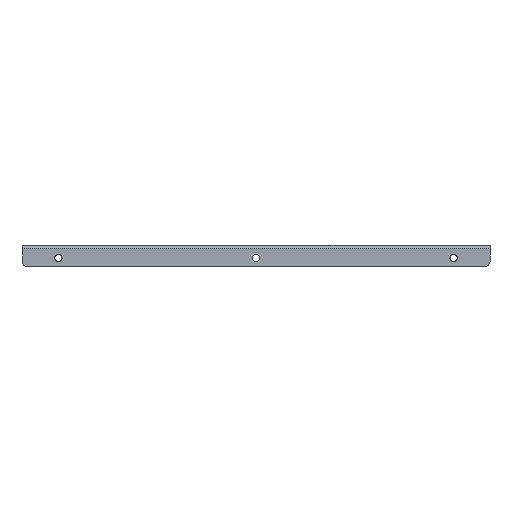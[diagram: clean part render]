
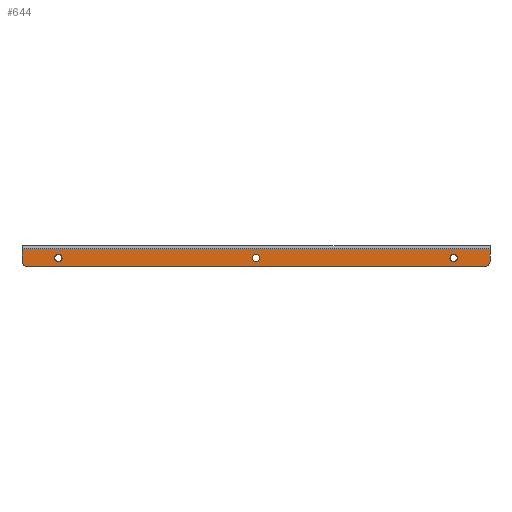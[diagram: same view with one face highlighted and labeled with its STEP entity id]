
A CAD part, front view. The second image highlights one B-rep face of the part: STEP entity #644.
In plain terms, the highlighted planar face has unit normal (0, -1, 0).
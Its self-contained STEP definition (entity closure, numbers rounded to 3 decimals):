
#1 = DIRECTION ( 'NONE',  ( 0., 1., 0. ) ) ;
#9 = ORIENTED_EDGE ( 'NONE', *, *, #794, .F. ) ;
#31 = EDGE_CURVE ( 'NONE', #564, #47, #875, .T. ) ;
#47 = VERTEX_POINT ( 'NONE', #2003 ) ;
#55 = DIRECTION ( 'NONE',  ( 0., 0., -1. ) ) ;
#62 = AXIS2_PLACEMENT_3D ( 'NONE', #636, #1296, #1956 ) ;
#97 = CARTESIAN_POINT ( 'NONE',  ( 0., -600., -17. ) ) ;
#110 = AXIS2_PLACEMENT_3D ( 'NONE', #723, #1063, #896 ) ;
#123 = ORIENTED_EDGE ( 'NONE', *, *, #525, .F. ) ;
#142 = ORIENTED_EDGE ( 'NONE', *, *, #2056, .F. ) ;
#150 = ORIENTED_EDGE ( 'NONE', *, *, #1290, .T. ) ;
#156 = VECTOR ( 'NONE', #1450, 1000. ) ;
#189 = CARTESIAN_POINT ( 'NONE',  ( -440., -600., -30. ) ) ;
#201 = VERTEX_POINT ( 'NONE', #1360 ) ;
#202 = CARTESIAN_POINT ( 'NONE',  ( -450., -600., 0. ) ) ;
#206 = DIRECTION ( 'NONE',  ( 0., -1., 0. ) ) ;
#222 = EDGE_LOOP ( 'NONE', ( #1259, #150, #1305, #142, #1235, #246 ) ) ;
#246 = ORIENTED_EDGE ( 'NONE', *, *, #720, .T. ) ;
#248 = AXIS2_PLACEMENT_3D ( 'NONE', #1664, #1, #1994 ) ;
#285 = DIRECTION ( 'NONE',  ( 0., -1., 0. ) ) ;
#286 = EDGE_CURVE ( 'NONE', #47, #564, #1551, .T. ) ;
#297 = CARTESIAN_POINT ( 'NONE',  ( 380., -600., -31. ) ) ;
#310 = ORIENTED_EDGE ( 'NONE', *, *, #286, .F. ) ;
#318 = CARTESIAN_POINT ( 'NONE',  ( -380., -600., -24. ) ) ;
#332 = VERTEX_POINT ( 'NONE', #1111 ) ;
#362 = AXIS2_PLACEMENT_3D ( 'NONE', #189, #688, #1683 ) ;
#368 = LINE ( 'NONE', #619, #156 ) ;
#426 = CIRCLE ( 'NONE', #1334, 10. ) ;
#449 = CARTESIAN_POINT ( 'NONE',  ( -380., -600., -31. ) ) ;
#483 = DIRECTION ( 'NONE',  ( 0., -1., 0. ) ) ;
#495 = EDGE_CURVE ( 'NONE', #586, #1513, #987, .T. ) ;
#521 = VERTEX_POINT ( 'NONE', #2122 ) ;
#525 = EDGE_CURVE ( 'NONE', #1513, #586, #902, .T. ) ;
#563 = CARTESIAN_POINT ( 'NONE',  ( -380., -600., -24. ) ) ;
#564 = VERTEX_POINT ( 'NONE', #449 ) ;
#586 = VERTEX_POINT ( 'NONE', #615 ) ;
#592 = EDGE_LOOP ( 'NONE', ( #1506, #310 ) ) ;
#615 = CARTESIAN_POINT ( 'NONE',  ( 0., -600., -31. ) ) ;
#619 = CARTESIAN_POINT ( 'NONE',  ( 450., -600., -6. ) ) ;
#631 = DIRECTION ( 'NONE',  ( 0., 0., -1. ) ) ;
#636 = CARTESIAN_POINT ( 'NONE',  ( 0., -600., -24. ) ) ;
#644 = ADVANCED_FACE ( 'NONE', ( #2104, #1145, #1274, #873 ), #1477, .F. ) ;
#652 = AXIS2_PLACEMENT_3D ( 'NONE', #563, #206, #1380 ) ;
#653 = DIRECTION ( 'NONE',  ( 0., 0., 1. ) ) ;
#661 = CARTESIAN_POINT ( 'NONE',  ( 440., -600., -30. ) ) ;
#688 = DIRECTION ( 'NONE',  ( 0., -1., 0. ) ) ;
#720 = EDGE_CURVE ( 'NONE', #521, #750, #1702, .T. ) ;
#723 = CARTESIAN_POINT ( 'NONE',  ( 380., -600., -24. ) ) ;
#750 = VERTEX_POINT ( 'NONE', #2044 ) ;
#794 = EDGE_CURVE ( 'NONE', #1187, #201, #954, .T. ) ;
#833 = DIRECTION ( 'NONE',  ( 0., -1., 0. ) ) ;
#873 = FACE_OUTER_BOUND ( 'NONE', #222, .T. ) ;
#875 = CIRCLE ( 'NONE', #1761, 7. ) ;
#891 = EDGE_CURVE ( 'NONE', #332, #521, #1498, .T. ) ;
#896 = DIRECTION ( 'NONE',  ( 0., 0., -1. ) ) ;
#902 = CIRCLE ( 'NONE', #1745, 7. ) ;
#954 = CIRCLE ( 'NONE', #1700, 7. ) ;
#971 = VERTEX_POINT ( 'NONE', #1399 ) ;
#977 = CARTESIAN_POINT ( 'NONE',  ( 0., -600., -24. ) ) ;
#987 = CIRCLE ( 'NONE', #62, 7. ) ;
#1061 = LINE ( 'NONE', #2023, #1424 ) ;
#1063 = DIRECTION ( 'NONE',  ( 0., -1., 0. ) ) ;
#1081 = ORIENTED_EDGE ( 'NONE', *, *, #495, .F. ) ;
#1101 = EDGE_LOOP ( 'NONE', ( #1081, #123 ) ) ;
#1111 = CARTESIAN_POINT ( 'NONE',  ( -450., -600., -6. ) ) ;
#1145 = FACE_BOUND ( 'NONE', #1101, .T. ) ;
#1158 = VERTEX_POINT ( 'NONE', #1306 ) ;
#1187 = VERTEX_POINT ( 'NONE', #297 ) ;
#1235 = ORIENTED_EDGE ( 'NONE', *, *, #891, .T. ) ;
#1259 = ORIENTED_EDGE ( 'NONE', *, *, #1684, .T. ) ;
#1274 = FACE_BOUND ( 'NONE', #1311, .T. ) ;
#1277 = EDGE_CURVE ( 'NONE', #1777, #971, #1061, .T. ) ;
#1290 = EDGE_CURVE ( 'NONE', #1158, #1777, #426, .T. ) ;
#1296 = DIRECTION ( 'NONE',  ( 0., -1., 0. ) ) ;
#1305 = ORIENTED_EDGE ( 'NONE', *, *, #1277, .T. ) ;
#1306 = CARTESIAN_POINT ( 'NONE',  ( 440., -600., -40. ) ) ;
#1311 = EDGE_LOOP ( 'NONE', ( #9, #1411 ) ) ;
#1334 = AXIS2_PLACEMENT_3D ( 'NONE', #661, #833, #653 ) ;
#1360 = CARTESIAN_POINT ( 'NONE',  ( 380., -600., -17. ) ) ;
#1377 = DIRECTION ( 'NONE',  ( 0., -1., 0. ) ) ;
#1380 = DIRECTION ( 'NONE',  ( 0., 0., -1. ) ) ;
#1390 = CIRCLE ( 'NONE', #110, 7. ) ;
#1399 = CARTESIAN_POINT ( 'NONE',  ( 450., -600., -6. ) ) ;
#1411 = ORIENTED_EDGE ( 'NONE', *, *, #1883, .F. ) ;
#1424 = VECTOR ( 'NONE', #2014, 1000. ) ;
#1450 = DIRECTION ( 'NONE',  ( 1., 0., 0. ) ) ;
#1477 = PLANE ( 'NONE',  #248 ) ;
#1498 = LINE ( 'NONE', #202, #1600 ) ;
#1506 = ORIENTED_EDGE ( 'NONE', *, *, #31, .F. ) ;
#1513 = VERTEX_POINT ( 'NONE', #97 ) ;
#1520 = DIRECTION ( 'NONE',  ( 0., 0., -1. ) ) ;
#1551 = CIRCLE ( 'NONE', #652, 7. ) ;
#1600 = VECTOR ( 'NONE', #55, 1000. ) ;
#1621 = VECTOR ( 'NONE', #1861, 1000. ) ;
#1664 = CARTESIAN_POINT ( 'NONE',  ( 0., -600., 0. ) ) ;
#1683 = DIRECTION ( 'NONE',  ( 0., 0., 1. ) ) ;
#1684 = EDGE_CURVE ( 'NONE', #750, #1158, #2070, .T. ) ;
#1691 = CARTESIAN_POINT ( 'NONE',  ( 380., -600., -24. ) ) ;
#1692 = CARTESIAN_POINT ( 'NONE',  ( 450., -600., -30. ) ) ;
#1700 = AXIS2_PLACEMENT_3D ( 'NONE', #1691, #1377, #1520 ) ;
#1702 = CIRCLE ( 'NONE', #362, 10. ) ;
#1745 = AXIS2_PLACEMENT_3D ( 'NONE', #977, #285, #1812 ) ;
#1761 = AXIS2_PLACEMENT_3D ( 'NONE', #318, #483, #631 ) ;
#1777 = VERTEX_POINT ( 'NONE', #1692 ) ;
#1812 = DIRECTION ( 'NONE',  ( 0., 0., -1. ) ) ;
#1861 = DIRECTION ( 'NONE',  ( 1., 0., 0. ) ) ;
#1883 = EDGE_CURVE ( 'NONE', #201, #1187, #1390, .T. ) ;
#1956 = DIRECTION ( 'NONE',  ( 0., 0., -1. ) ) ;
#1994 = DIRECTION ( 'NONE',  ( 0., 0., 1. ) ) ;
#2003 = CARTESIAN_POINT ( 'NONE',  ( -380., -600., -17. ) ) ;
#2014 = DIRECTION ( 'NONE',  ( 0., 0., 1. ) ) ;
#2023 = CARTESIAN_POINT ( 'NONE',  ( 450., -600., 0. ) ) ;
#2028 = CARTESIAN_POINT ( 'NONE',  ( 0., -600., -40. ) ) ;
#2044 = CARTESIAN_POINT ( 'NONE',  ( -440., -600., -40. ) ) ;
#2056 = EDGE_CURVE ( 'NONE', #332, #971, #368, .T. ) ;
#2070 = LINE ( 'NONE', #2028, #1621 ) ;
#2104 = FACE_BOUND ( 'NONE', #592, .T. ) ;
#2122 = CARTESIAN_POINT ( 'NONE',  ( -450., -600., -30. ) ) ;
